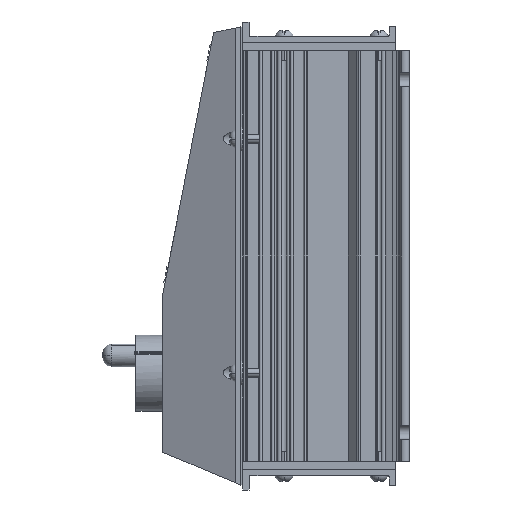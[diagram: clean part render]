
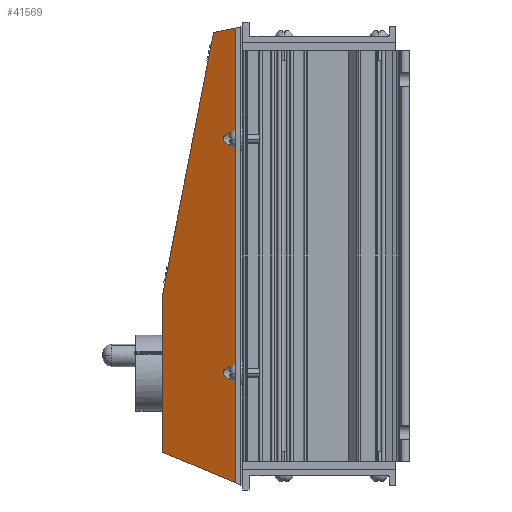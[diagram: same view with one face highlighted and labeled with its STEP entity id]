
A CAD part, left-side view. The second image highlights one B-rep face of the part: STEP entity #41569.
In plain terms, the highlighted face is planar.
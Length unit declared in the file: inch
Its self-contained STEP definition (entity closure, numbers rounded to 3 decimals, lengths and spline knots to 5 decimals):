
#1150 = CARTESIAN_POINT ( 'NONE',  ( -5.93269, 0.46959, -1.13198 ) ) ;
#2282 = ORIENTED_EDGE ( 'NONE', *, *, #66775, .T. ) ;
#3320 = ORIENTED_EDGE ( 'NONE', *, *, #73860, .F. ) ;
#5150 = EDGE_CURVE ( 'NONE', #60246, #48736, #47564, .T. ) ;
#5971 = CARTESIAN_POINT ( 'NONE',  ( -4.32037, 0.46959, -1.13198 ) ) ;
#6955 = ORIENTED_EDGE ( 'NONE', *, *, #99226, .T. ) ;
#9120 = CARTESIAN_POINT ( 'NONE',  ( -1.7814, -0.04091, 0. ) ) ;
#9493 = EDGE_CURVE ( 'NONE', #105705, #37029, #9561, .T. ) ;
#9522 = LINE ( 'NONE', #25311, #96653 ) ;
#9561 = LINE ( 'NONE', #24914, #52582 ) ;
#10471 =( BOUNDED_CURVE ( )  B_SPLINE_CURVE ( 3, ( #55606, #90441, #31760, #5971 ),
 .UNSPECIFIED., .F., .F. ) 
 B_SPLINE_CURVE_WITH_KNOTS ( ( 4, 4 ),
 ( 5.04802, 7.51835 ),
 .UNSPECIFIED. ) 
 CURVE ( )  GEOMETRIC_REPRESENTATION_ITEM ( )  RATIONAL_B_SPLINE_CURVE ( ( 1., 0.553, 0.553, 1. ) ) 
 REPRESENTATION_ITEM ( '' )  );
#11497 = CARTESIAN_POINT ( 'NONE',  ( -0.43243, 0.46959, -1.13198 ) ) ;
#11998 = CARTESIAN_POINT ( 'NONE',  ( -5.86062, 0.31668, -0.79292 ) ) ;
#12987 = VERTEX_POINT ( 'NONE', #26964 ) ;
#13131 = EDGE_CURVE ( 'NONE', #48736, #102328, #15228, .T. ) ;
#14998 = CARTESIAN_POINT ( 'NONE',  ( 1.16145, 0.46959, -1.13198 ) ) ;
#15228 = LINE ( 'NONE', #17502, #67208 ) ;
#16348 = LINE ( 'NONE', #9120, #59178 ) ;
#16548 = CARTESIAN_POINT ( 'NONE',  ( 1.1986, -0.04091, 0. ) ) ;
#16965 = CARTESIAN_POINT ( 'NONE',  ( -0.67037, 0.46959, -1.13198 ) ) ;
#17151 = DIRECTION ( 'NONE',  ( -1., 0., 0. ) ) ;
#17502 = CARTESIAN_POINT ( 'NONE',  ( -0.67037, 0.46959, -1.13198 ) ) ;
#17883 = DIRECTION ( 'NONE',  ( -0.978, 0.086, -0.19 ) ) ;
#24914 = CARTESIAN_POINT ( 'NONE',  ( -4.32037, 0.46959, -1.13198 ) ) ;
#25070 = CARTESIAN_POINT ( 'NONE',  ( -4.08243, 0.46959, -1.13198 ) ) ;
#25264 = DIRECTION ( 'NONE',  ( 0., 0.411, -0.912 ) ) ;
#25311 = CARTESIAN_POINT ( 'NONE',  ( -5.93269, 0.46959, -1.13198 ) ) ;
#26304 = DIRECTION ( 'NONE',  ( -1., 0., 0. ) ) ;
#26964 = CARTESIAN_POINT ( 'NONE',  ( -1.7814, -0.04091, 0. ) ) ;
#27980 = ORIENTED_EDGE ( 'NONE', *, *, #51326, .T. ) ;
#30602 = EDGE_LOOP ( 'NONE', ( #6955, #75447, #3320, #108618, #27980, #51583, #58147, #2282, #100252 ) ) ;
#31760 = CARTESIAN_POINT ( 'NONE',  ( -4.27312, 0.33414, -0.83165 ) ) ;
#32325 = CARTESIAN_POINT ( 'NONE',  ( 0.6836, -0.04091, 0. ) ) ;
#34096 = VECTOR ( 'NONE', #104569, 39.37008 ) ;
#36717 = CARTESIAN_POINT ( 'NONE',  ( 1.16145, 0.46959, -1.13198 ) ) ;
#37029 = VERTEX_POINT ( 'NONE', #1150 ) ;
#37156 = EDGE_CURVE ( 'NONE', #60471, #81401, #56676, .T. ) ;
#41569 = ADVANCED_FACE ( 'NONE', ( #108253 ), #99924, .F. ) ;
#44672 = LINE ( 'NONE', #14998, #86555 ) ;
#44877 = AXIS2_PLACEMENT_3D ( 'NONE', #16548, #76056, #25264 ) ;
#46724 = CARTESIAN_POINT ( 'NONE',  ( 0.6836, -0.04091, 0. ) ) ;
#47564 =( BOUNDED_CURVE ( )  B_SPLINE_CURVE ( 3, ( #72512, #70863, #71091, #70738 ),
 .UNSPECIFIED., .F., .F. ) 
 B_SPLINE_CURVE_WITH_KNOTS ( ( 4, 4 ),
 ( 5.04802, 7.51835 ),
 .UNSPECIFIED. ) 
 CURVE ( )  GEOMETRIC_REPRESENTATION_ITEM ( )  RATIONAL_B_SPLINE_CURVE ( ( 1., 0.553, 0.553, 1. ) ) 
 REPRESENTATION_ITEM ( '' )  );
#48736 = VERTEX_POINT ( 'NONE', #16965 ) ;
#51326 = EDGE_CURVE ( 'NONE', #81401, #60246, #44672, .T. ) ;
#51583 = ORIENTED_EDGE ( 'NONE', *, *, #5150, .T. ) ;
#52120 = LINE ( 'NONE', #102180, #93730 ) ;
#52582 = VECTOR ( 'NONE', #26304, 39.37008 ) ;
#53981 = VERTEX_POINT ( 'NONE', #11998 ) ;
#54885 = EDGE_CURVE ( 'NONE', #12987, #53981, #16348, .T. ) ;
#55606 = CARTESIAN_POINT ( 'NONE',  ( -4.08243, 0.46959, -1.13198 ) ) ;
#56676 = LINE ( 'NONE', #46724, #34096 ) ;
#58147 = ORIENTED_EDGE ( 'NONE', *, *, #13131, .T. ) ;
#59178 = VECTOR ( 'NONE', #17883, 39.37008 ) ;
#60246 = VERTEX_POINT ( 'NONE', #11497 ) ;
#60471 = VERTEX_POINT ( 'NONE', #32325 ) ;
#66775 = EDGE_CURVE ( 'NONE', #102328, #105705, #10471, .T. ) ;
#67208 = VECTOR ( 'NONE', #17151, 39.37008 ) ;
#70738 = CARTESIAN_POINT ( 'NONE',  ( -0.67037, 0.46959, -1.13198 ) ) ;
#70863 = CARTESIAN_POINT ( 'NONE',  ( -0.47968, 0.33414, -0.83165 ) ) ;
#71091 = CARTESIAN_POINT ( 'NONE',  ( -0.62312, 0.33414, -0.83165 ) ) ;
#72512 = CARTESIAN_POINT ( 'NONE',  ( -0.43243, 0.46959, -1.13198 ) ) ;
#73860 = EDGE_CURVE ( 'NONE', #60471, #12987, #52120, .T. ) ;
#75447 = ORIENTED_EDGE ( 'NONE', *, *, #54885, .F. ) ;
#76056 = DIRECTION ( 'NONE',  ( 0., -0.912, -0.411 ) ) ;
#78395 = DIRECTION ( 'NONE',  ( -1., 0., 0. ) ) ;
#81401 = VERTEX_POINT ( 'NONE', #36717 ) ;
#82874 = DIRECTION ( 'NONE',  ( -1., 0., 0. ) ) ;
#86555 = VECTOR ( 'NONE', #82874, 39.37008 ) ;
#88981 = CARTESIAN_POINT ( 'NONE',  ( -4.32037, 0.46959, -1.13198 ) ) ;
#90441 = CARTESIAN_POINT ( 'NONE',  ( -4.12968, 0.33414, -0.83165 ) ) ;
#93730 = VECTOR ( 'NONE', #78395, 39.37008 ) ;
#96653 = VECTOR ( 'NONE', #108655, 39.37008 ) ;
#99226 = EDGE_CURVE ( 'NONE', #37029, #53981, #9522, .T. ) ;
#99924 = PLANE ( 'NONE',  #44877 ) ;
#100252 = ORIENTED_EDGE ( 'NONE', *, *, #9493, .T. ) ;
#102180 = CARTESIAN_POINT ( 'NONE',  ( 0.6836, -0.04091, 0. ) ) ;
#102328 = VERTEX_POINT ( 'NONE', #25070 ) ;
#104569 = DIRECTION ( 'NONE',  ( 0.359, 0.384, -0.851 ) ) ;
#105705 = VERTEX_POINT ( 'NONE', #88981 ) ;
#108253 = FACE_OUTER_BOUND ( 'NONE', #30602, .T. ) ;
#108618 = ORIENTED_EDGE ( 'NONE', *, *, #37156, .T. ) ;
#108655 = DIRECTION ( 'NONE',  ( 0.19, -0.404, 0.895 ) ) ;
